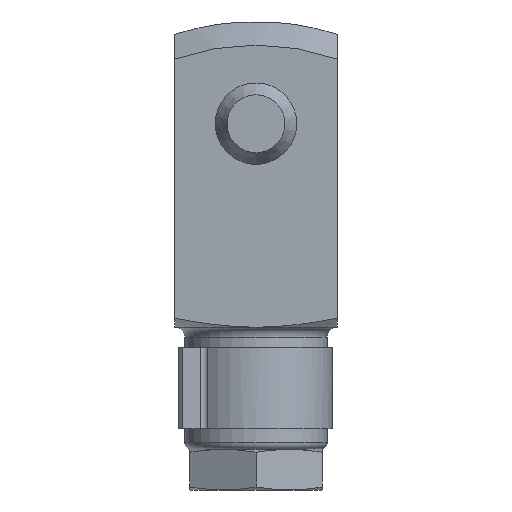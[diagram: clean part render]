
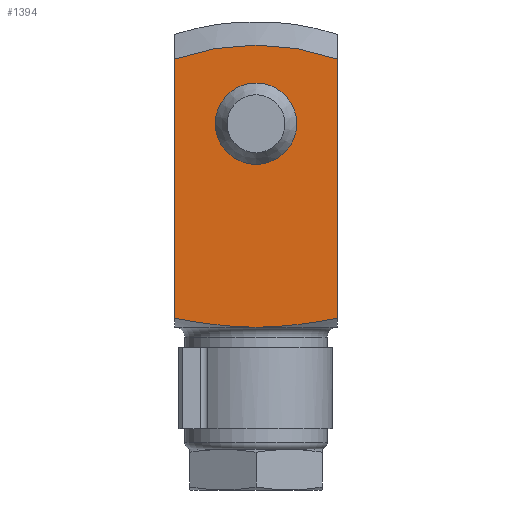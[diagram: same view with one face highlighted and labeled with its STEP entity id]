
A CAD part, left-side view. The second image highlights one B-rep face of the part: STEP entity #1394.
In plain terms, the highlighted face is planar.
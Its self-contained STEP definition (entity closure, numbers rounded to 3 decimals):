
#80=B_SPLINE_CURVE_WITH_KNOTS('',3,(#2140,#2141,#2142,#2143),
 .UNSPECIFIED.,.F.,.F.,(4,4),(0.017,0.025),
 .UNSPECIFIED.);
#81=B_SPLINE_CURVE_WITH_KNOTS('',3,(#2145,#2146,#2147,#2148),
 .UNSPECIFIED.,.F.,.F.,(4,4),(0.025,0.033),
 .UNSPECIFIED.);
#118=LINE('',#2138,#221);
#119=LINE('',#2150,#222);
#221=VECTOR('',#1711,1000.);
#222=VECTOR('',#1712,1000.);
#334=ORIENTED_EDGE('',*,*,#734,.T.);
#335=ORIENTED_EDGE('',*,*,#735,.F.);
#336=ORIENTED_EDGE('',*,*,#736,.F.);
#337=ORIENTED_EDGE('',*,*,#737,.T.);
#338=ORIENTED_EDGE('',*,*,#738,.T.);
#339=ORIENTED_EDGE('',*,*,#739,.F.);
#734=EDGE_CURVE('',#934,#934,#1058,.F.);
#735=EDGE_CURVE('',#935,#936,#1059,.F.);
#736=EDGE_CURVE('',#937,#935,#118,.T.);
#737=EDGE_CURVE('',#937,#938,#80,.T.);
#738=EDGE_CURVE('',#938,#939,#81,.T.);
#739=EDGE_CURVE('',#936,#939,#119,.T.);
#934=VERTEX_POINT('',#2134);
#935=VERTEX_POINT('',#2136);
#936=VERTEX_POINT('',#2137);
#937=VERTEX_POINT('',#2139);
#938=VERTEX_POINT('',#2144);
#939=VERTEX_POINT('',#2149);
#1058=CIRCLE('',#1530,4.);
#1059=CIRCLE('',#1531,23.733);
#1120=EDGE_LOOP('',(#334));
#1121=EDGE_LOOP('',(#335,#336,#337,#338,#339));
#1234=FACE_BOUND('',#1120,.T.);
#1235=FACE_BOUND('',#1121,.T.);
#1345=PLANE('',#1529);
#1394=ADVANCED_FACE('',(#1234,#1235),#1345,.T.);
#1529=AXIS2_PLACEMENT_3D('',#2132,#1705,#1706);
#1530=AXIS2_PLACEMENT_3D('',#2133,#1707,#1708);
#1531=AXIS2_PLACEMENT_3D('',#2135,#1709,#1710);
#1705=DIRECTION('',(1.,0.,0.));
#1706=DIRECTION('',(0.,0.,-1.));
#1707=DIRECTION('',(1.,0.,0.));
#1708=DIRECTION('',(0.,0.,-1.));
#1709=DIRECTION('',(1.,0.,0.));
#1710=DIRECTION('',(0.,0.,-1.));
#1711=DIRECTION('',(0.,0.,1.));
#1712=DIRECTION('',(0.,0.,-1.));
#2132=CARTESIAN_POINT('',(8.,17.,-32.));
#2133=CARTESIAN_POINT('',(8.,0.,0.));
#2134=CARTESIAN_POINT('',(8.,0.,-4.));
#2135=CARTESIAN_POINT('',(8.,0.,-16.));
#2136=CARTESIAN_POINT('',(8.,-8.,6.344));
#2137=CARTESIAN_POINT('',(8.,8.,6.344));
#2138=CARTESIAN_POINT('',(8.,-8.,-32.));
#2139=CARTESIAN_POINT('',(8.,-8.,-19.112));
#2140=CARTESIAN_POINT('',(8.,-8.,-19.112));
#2141=CARTESIAN_POINT('',(8.,-5.372,-19.61));
#2142=CARTESIAN_POINT('',(8.,-2.723,-20.));
#2143=CARTESIAN_POINT('',(8.,0.,-20.));
#2144=CARTESIAN_POINT('',(8.,0.,-20.));
#2145=CARTESIAN_POINT('',(8.,0.,-20.));
#2146=CARTESIAN_POINT('',(8.,2.707,-20.));
#2147=CARTESIAN_POINT('',(8.,5.373,-19.61));
#2148=CARTESIAN_POINT('',(8.,8.,-19.112));
#2149=CARTESIAN_POINT('',(8.,8.,-19.112));
#2150=CARTESIAN_POINT('',(8.,8.,11.));
